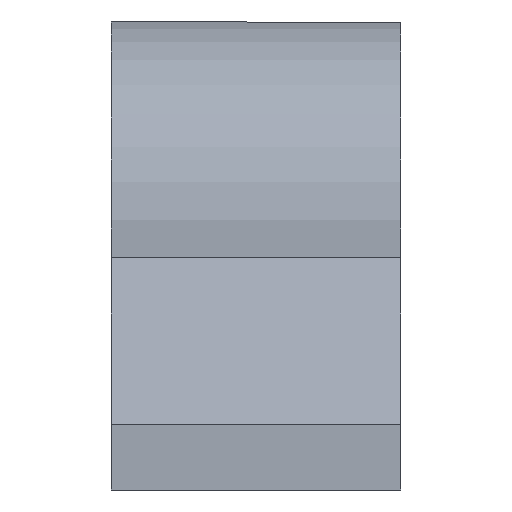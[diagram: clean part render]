
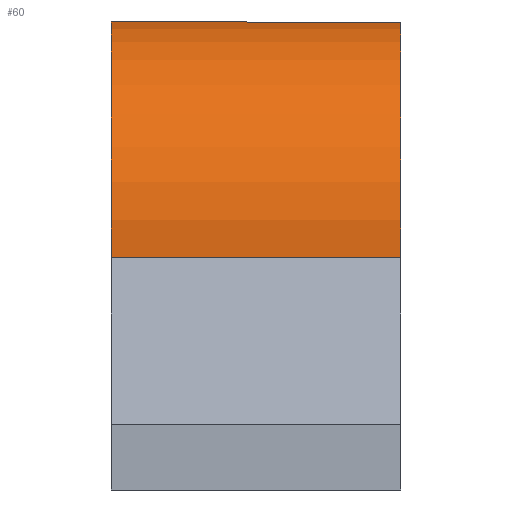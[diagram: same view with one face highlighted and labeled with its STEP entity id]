
A CAD part, front view. The second image highlights one B-rep face of the part: STEP entity #60.
In plain terms, the highlighted cylindrical face has radius 15 mm (diameter 30 mm), a partial arc.
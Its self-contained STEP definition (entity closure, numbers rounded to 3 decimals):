
#60=ADVANCED_FACE('',(#129),#131,.T.);
#129=FACE_BOUND('',#130,.T.);
#130=EDGE_LOOP('',(#240,#241,#242,#243));
#131=CYLINDRICAL_SURFACE('',#132,15.);
#132=AXIS2_PLACEMENT_3D('',#133,#134,#135);
#133=CARTESIAN_POINT('',(-10.,0.,0.));
#134=DIRECTION('',(1.,0.,0.));
#135=DIRECTION('',(0.,1.,0.));
#240=ORIENTED_EDGE('',*,*,#311,.F.);
#241=ORIENTED_EDGE('',*,*,#312,.F.);
#242=ORIENTED_EDGE('',*,*,#313,.F.);
#243=ORIENTED_EDGE('',*,*,#291,.T.);
#291=EDGE_CURVE('',#336,#334,#337,.T.);
#311=EDGE_CURVE('',#370,#334,#372,.F.);
#312=EDGE_CURVE('',#373,#370,#374,.T.);
#313=EDGE_CURVE('',#336,#373,#375,.T.);
#334=VERTEX_POINT('',#408);
#336=VERTEX_POINT('',#412);
#337=CIRCLE('',#413,15.);
#370=VERTEX_POINT('',#491);
#372=LINE('',#495,#496);
#373=VERTEX_POINT('',#498);
#374=CIRCLE('',#499,15.);
#375=LINE('',#503,#504);
#408=CARTESIAN_POINT('',(-10.,-14.94,-1.344));
#412=CARTESIAN_POINT('',(-10.,14.937,-1.378));
#413=AXIS2_PLACEMENT_3D('',#414,#415,#416);
#414=CARTESIAN_POINT('',(-10.,0.,0.));
#415=DIRECTION('',(1.,0.,0.));
#416=DIRECTION('',(0.,0.996,-0.092));
#491=CARTESIAN_POINT('',(10.,-14.94,-1.344));
#495=CARTESIAN_POINT('',(-10.,-14.94,-1.344));
#496=VECTOR('',#497,1.);
#497=DIRECTION('',(1.,0.,0.));
#498=CARTESIAN_POINT('',(10.,14.937,-1.378));
#499=AXIS2_PLACEMENT_3D('',#500,#501,#502);
#500=CARTESIAN_POINT('',(10.,0.,0.));
#501=DIRECTION('',(1.,0.,0.));
#502=DIRECTION('',(0.,0.996,-0.092));
#503=CARTESIAN_POINT('',(-10.,14.937,-1.378));
#504=VECTOR('',#505,1.);
#505=DIRECTION('',(1.,0.,0.));
